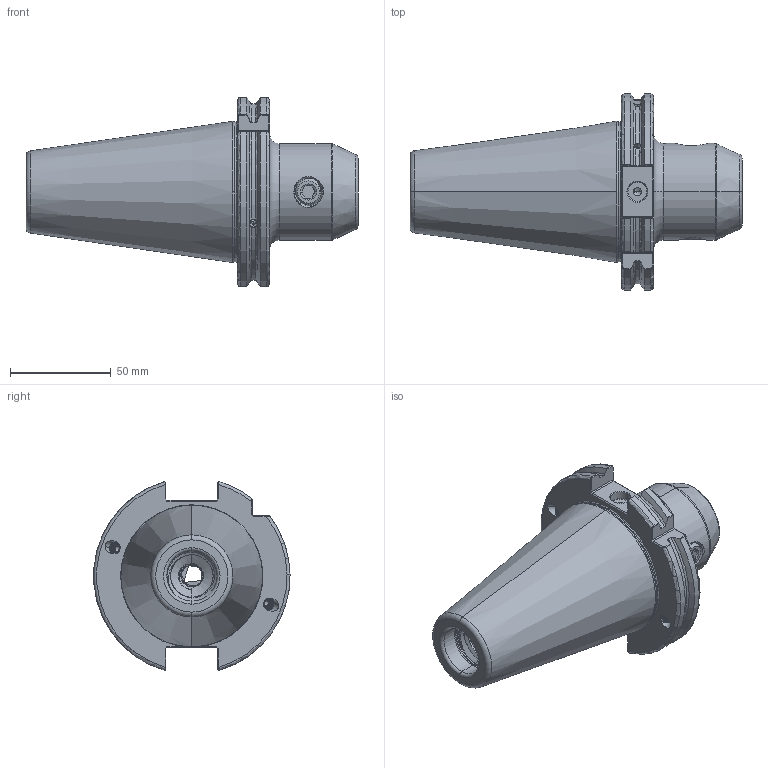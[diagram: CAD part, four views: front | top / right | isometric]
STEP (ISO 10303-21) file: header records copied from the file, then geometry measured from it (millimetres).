
FILE_DESCRIPTION (( 'STEP AP203' ), '1' );
FILE_NAME ('503.05.16.STEP', '2016-11-25T08:50:49', ( '' ), ( '' ), 'SwSTEP 2.0', 'SolidWorks 2012', '' );
FILE_SCHEMA (( 'CONFIG_CONTROL_DESIGN' ));
Length unit declared in the file: millimetre
Products named in the file (3): 側固14_M14x2_16L; 503.05.16
Assembly tree (2 placements, depth 2):
  503.05.16
    503.05.16
    側固14_M14x2_16L
Bounding box: 164.75 x 97.33 x 93.81 mm (x, y, z)
Volume: 392347.4 mm3; surface area: 56764.3 mm2
Topology: 2 solids, 2 shells, 375 faces, 1009 edges, 630 vertices
Faces by surface type: cylinder 173, plane 68, bspline 49, cone 45, torus 38, sphere 2
Entity records: 40824 total; most frequent: CARTESIAN_POINT 32460, ORIENTED_EDGE 1986, DIRECTION 1325, EDGE_CURVE 993, VERTEX_POINT 630, AXIS2_PLACEMENT_3D 511, EDGE_LOOP 395, ADVANCED_FACE 375
